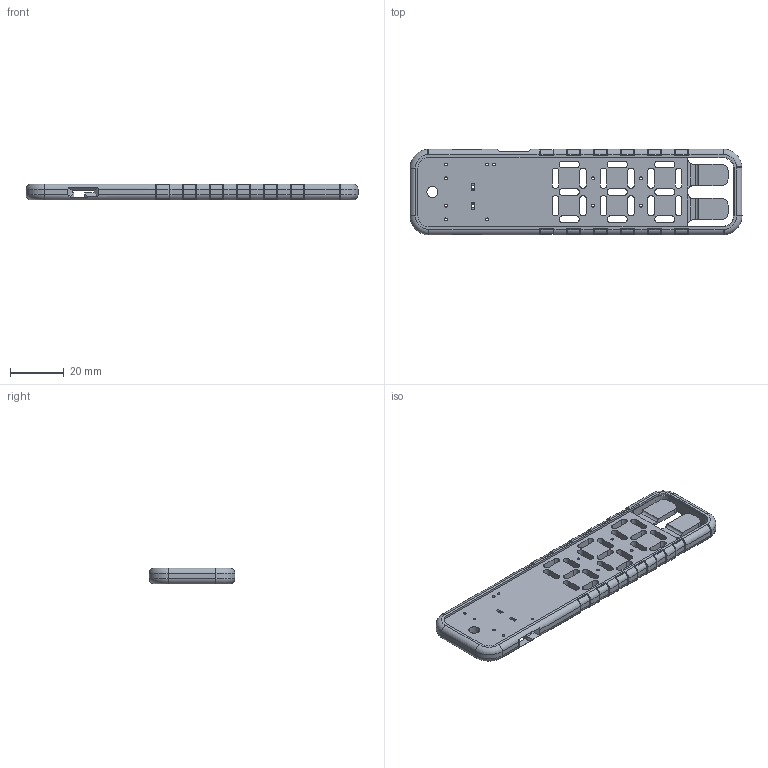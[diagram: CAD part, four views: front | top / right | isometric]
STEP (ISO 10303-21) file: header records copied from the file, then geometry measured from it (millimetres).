
FILE_DESCRIPTION(/* description */ (''),/* implementation_level */ '2;1');
FILE_NAME(/* name */ 'BC_3DPv2_Ribbed v7.step',/* time_stamp */ '2023-07-28T00:38:53-04:00',/* author */ (''),/* organization */ (''),/* preprocessor_version */ 'ST-DEVELOPER v19.2',/* originating_system */ 'Autodesk Translation Framework v12.6.0.85',/* authorisation */ '');
FILE_SCHEMA (('AUTOMOTIVE_DESIGN { 1 0 10303 214 3 1 1 }'));
Length unit declared in the file: millimetre
Products named in the file (1): BC_3DPv2_Ribbed
Bounding box: 123.24 x 31.8 x 5.9 mm (x, y, z)
Volume: 12688.4 mm3; surface area: 11078.6 mm2
Topology: 1 solids, 1 shells, 590 faces, 1522 edges, 931 vertices
Faces by surface type: cylinder 297, plane 189, torus 104
Full cylindrical faces by diameter (mm): 1.016 x11, 1.5 x4, 4.064 x1
Entity records: 18684 total; most frequent: CARTESIAN_POINT 4040, DIRECTION 3112, ORIENTED_EDGE 3044, EDGE_CURVE 1522, AXIS2_PLACEMENT_3D 1157, VERTEX_POINT 931, LINE 798, VECTOR 798
